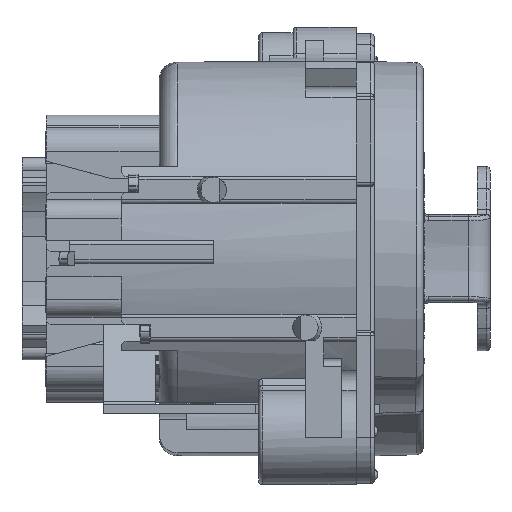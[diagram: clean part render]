
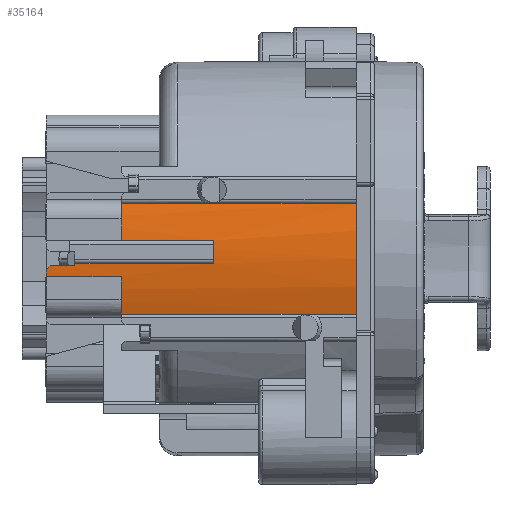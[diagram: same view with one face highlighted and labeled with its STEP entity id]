
A CAD part, left-side view. The second image highlights one B-rep face of the part: STEP entity #35164.
In plain terms, the highlighted cylindrical face has radius 10.9 mm (diameter 21.8 mm), a partial arc.
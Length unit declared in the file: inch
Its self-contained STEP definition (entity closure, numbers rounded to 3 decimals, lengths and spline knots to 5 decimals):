
#1607=LINE('',#49878,#5286);
#1608=LINE('',#49882,#5287);
#1609=LINE('',#49886,#5288);
#1610=LINE('',#49890,#5289);
#1611=LINE('',#49896,#5290);
#1612=LINE('',#49899,#5291);
#5286=VECTOR('',#40331,0.51181);
#5287=VECTOR('',#40334,0.3937);
#5288=VECTOR('',#40337,0.31339);
#5289=VECTOR('',#40340,0.04331);
#5290=VECTOR('',#40345,0.16339);
#5291=VECTOR('',#40348,0.51181);
#8869=CYLINDRICAL_SURFACE('',#37158,0.42913);
#11187=FACE_OUTER_BOUND('',#13056,.T.);
#13056=EDGE_LOOP('',(#25095,#25096,#25097,#25098,#25099,#25100,#25101,#25102,
#25103,#25104,#25105,#25106,#25107));
#15284=CIRCLE('',#37104,0.42913);
#15313=CIRCLE('',#37159,0.42913);
#15314=CIRCLE('',#37160,0.42913);
#15315=CIRCLE('',#37161,0.42913);
#15316=CIRCLE('',#37162,0.8569);
#15317=CIRCLE('',#37163,0.42913);
#15318=CIRCLE('',#37164,0.42913);
#16459=VERTEX_POINT('',#49727);
#16460=VERTEX_POINT('',#49729);
#16507=VERTEX_POINT('',#49877);
#16508=VERTEX_POINT('',#49879);
#16509=VERTEX_POINT('',#49881);
#16510=VERTEX_POINT('',#49883);
#16511=VERTEX_POINT('',#49885);
#16512=VERTEX_POINT('',#49887);
#16513=VERTEX_POINT('',#49889);
#16514=VERTEX_POINT('',#49891);
#16515=VERTEX_POINT('',#49893);
#16516=VERTEX_POINT('',#49895);
#16517=VERTEX_POINT('',#49897);
#19778=EDGE_CURVE('',#16460,#16459,#15284,.T.);
#19853=EDGE_CURVE('',#16507,#16459,#1607,.T.);
#19854=EDGE_CURVE('',#16508,#16507,#15313,.T.);
#19855=EDGE_CURVE('',#16509,#16508,#1608,.T.);
#19856=EDGE_CURVE('',#16510,#16509,#15314,.T.);
#19857=EDGE_CURVE('',#16510,#16511,#1609,.T.);
#19858=EDGE_CURVE('',#16512,#16511,#15315,.T.);
#19859=EDGE_CURVE('',#16512,#16513,#1610,.T.);
#19860=EDGE_CURVE('',#16513,#16514,#15316,.T.);
#19861=EDGE_CURVE('',#16515,#16514,#15317,.T.);
#19862=EDGE_CURVE('',#16516,#16515,#1611,.T.);
#19863=EDGE_CURVE('',#16517,#16516,#15318,.T.);
#19864=EDGE_CURVE('',#16460,#16517,#1612,.T.);
#25095=ORIENTED_EDGE('',*,*,#19778,.T.);
#25096=ORIENTED_EDGE('',*,*,#19853,.F.);
#25097=ORIENTED_EDGE('',*,*,#19854,.F.);
#25098=ORIENTED_EDGE('',*,*,#19855,.F.);
#25099=ORIENTED_EDGE('',*,*,#19856,.F.);
#25100=ORIENTED_EDGE('',*,*,#19857,.T.);
#25101=ORIENTED_EDGE('',*,*,#19858,.F.);
#25102=ORIENTED_EDGE('',*,*,#19859,.T.);
#25103=ORIENTED_EDGE('',*,*,#19860,.T.);
#25104=ORIENTED_EDGE('',*,*,#19861,.F.);
#25105=ORIENTED_EDGE('',*,*,#19862,.F.);
#25106=ORIENTED_EDGE('',*,*,#19863,.F.);
#25107=ORIENTED_EDGE('',*,*,#19864,.F.);
#35164=ADVANCED_FACE('',(#11187),#8869,.T.);
#37104=AXIS2_PLACEMENT_3D('',#49730,#40175,#40176);
#37158=AXIS2_PLACEMENT_3D('',#49876,#40329,#40330);
#37159=AXIS2_PLACEMENT_3D('',#49880,#40332,#40333);
#37160=AXIS2_PLACEMENT_3D('',#49884,#40335,#40336);
#37161=AXIS2_PLACEMENT_3D('',#49888,#40338,#40339);
#37162=AXIS2_PLACEMENT_3D('',#49892,#40341,#40342);
#37163=AXIS2_PLACEMENT_3D('',#49894,#40343,#40344);
#37164=AXIS2_PLACEMENT_3D('',#49898,#40346,#40347);
#40175=DIRECTION('center_axis',(0.,1.,0.));
#40176=DIRECTION('ref_axis',(-0.96,0.,-0.281));
#40329=DIRECTION('center_axis',(0.,1.,0.));
#40330=DIRECTION('ref_axis',(-1.,0.,0.));
#40331=DIRECTION('',(0.,-1.,0.));
#40332=DIRECTION('center_axis',(0.,1.,0.));
#40333=DIRECTION('ref_axis',(-0.996,0.,0.092));
#40334=DIRECTION('',(0.,1.,0.));
#40335=DIRECTION('center_axis',(0.,1.,0.));
#40336=DIRECTION('ref_axis',(-1.,0.,-0.024));
#40337=DIRECTION('',(0.,1.,0.));
#40338=DIRECTION('center_axis',(0.,1.,0.));
#40339=DIRECTION('ref_axis',(-0.999,0.,-0.037));
#40340=DIRECTION('',(0.,1.,0.));
#40341=DIRECTION('center_axis',(0.,-0.707,
-0.707));
#40342=DIRECTION('ref_axis',(-0.999,0.028,-0.028));
#40343=DIRECTION('center_axis',(0.,1.,0.));
#40344=DIRECTION('ref_axis',(-0.996,0.,-0.092));
#40345=DIRECTION('',(0.,1.,0.));
#40346=DIRECTION('center_axis',(0.,1.,0.));
#40347=DIRECTION('ref_axis',(-0.96,0.,-0.281));
#40348=DIRECTION('',(0.,1.,0.));
#49727=CARTESIAN_POINT('',(0.1708,0.15354,-0.37173));
#49729=CARTESIAN_POINT('',(0.1708,0.15354,-0.61268));
#49730=CARTESIAN_POINT('Origin',(0.58268,0.15354,-0.4922));
#49876=CARTESIAN_POINT('Origin',(0.58268,0.,-0.4922));
#49877=CARTESIAN_POINT('',(0.1708,0.66535,-0.37173));
#49878=CARTESIAN_POINT('',(0.1708,0.66535,-0.37173));
#49879=CARTESIAN_POINT('',(0.15535,0.66535,-0.45283));
#49880=CARTESIAN_POINT('Origin',(0.58268,0.66535,-0.4922));
#49881=CARTESIAN_POINT('',(0.15535,0.46417,-0.45283));
#49882=CARTESIAN_POINT('',(0.15535,0.,-0.45283));
#49883=CARTESIAN_POINT('',(0.15367,0.46417,-0.50266));
#49884=CARTESIAN_POINT('Origin',(0.58268,0.46417,-0.4922));
#49885=CARTESIAN_POINT('',(0.15367,0.77756,-0.50266));
#49886=CARTESIAN_POINT('',(0.15367,0.46417,-0.50266));
#49887=CARTESIAN_POINT('',(0.15383,0.77756,-0.50795));
#49888=CARTESIAN_POINT('Origin',(0.58268,0.77756,-0.4922));
#49889=CARTESIAN_POINT('',(0.15383,0.82087,-0.50795));
#49890=CARTESIAN_POINT('',(0.15383,0.77756,-0.50795));
#49891=CARTESIAN_POINT('',(0.15419,0.82874,-0.51583));
#49892=CARTESIAN_POINT('Origin',(1.01045,0.80514,-0.49223));
#49893=CARTESIAN_POINT('',(0.15535,0.82874,-0.53157));
#49894=CARTESIAN_POINT('Origin',(0.58268,0.82874,-0.4922));
#49895=CARTESIAN_POINT('',(0.15535,0.66535,-0.53157));
#49896=CARTESIAN_POINT('',(0.15535,0.66535,-0.53157));
#49897=CARTESIAN_POINT('',(0.1708,0.66535,-0.61268));
#49898=CARTESIAN_POINT('Origin',(0.58268,0.66535,-0.4922));
#49899=CARTESIAN_POINT('',(0.1708,0.15354,-0.61268));
